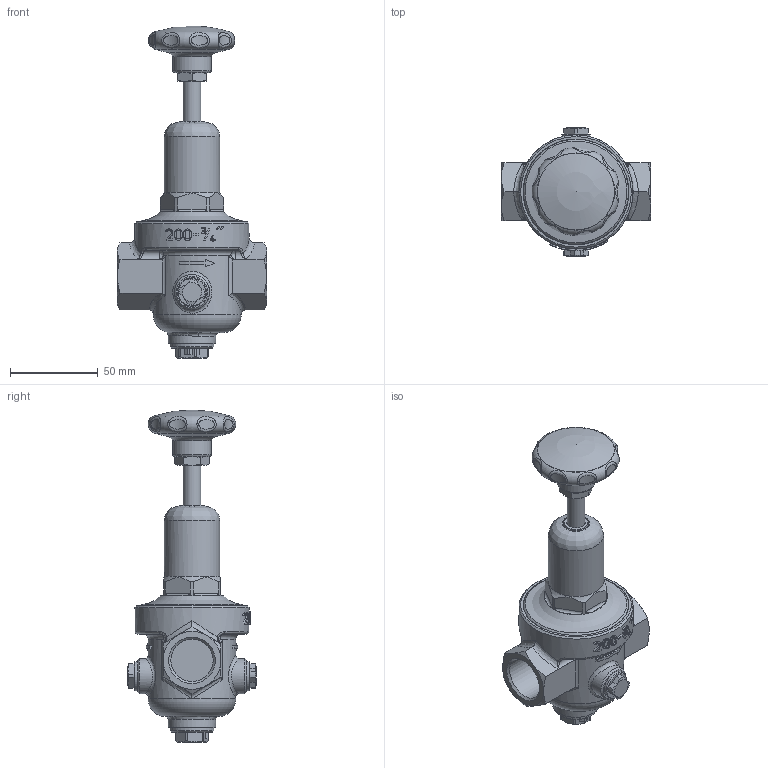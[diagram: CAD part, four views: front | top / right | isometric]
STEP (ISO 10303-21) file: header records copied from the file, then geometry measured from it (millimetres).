
FILE_DESCRIPTION((''),'2;1');
FILE_NAME('002003_002013.stp','2011-12-12T11:26:44',('powierski'),(''),'Autodesk Inventor 2012','Autodesk Inventor 2012','');
FILE_SCHEMA(('AUTOMOTIVE_DESIGN { 1 0 10303 214 1 1 1 1 }'));
Length unit declared in the file: millimetre
Products named in the file (1): 002003_002013_step
Bounding box: 85 x 73 x 189.1 mm (x, y, z)
Volume: 250832.4 mm3; surface area: 41098.5 mm2
Topology: 1 solids, 3 shells, 375 faces, 947 edges, 609 vertices
Faces by surface type: plane 164, cylinder 105, cone 55, bspline 37, torus 13, sphere 1
Full cylindrical faces by diameter (mm): 10 x2, 10.4 x1, 10.7 x1, 12 x1, 12.3 x1, 16.5 x2, 20 x2, 22 x1, 24.12 x2, 25 x1, 27 x1, 31.5 x1, 43.8 x1, 44 x1, 50 x1, 65 x1
Entity records: 14648 total; most frequent: CARTESIAN_POINT 5899, ORIENTED_EDGE 1760, DIRECTION 1641, EDGE_CURVE 880, AXIS2_PLACEMENT_3D 659, VERTEX_POINT 591, EDGE_LOOP 469, STYLED_ITEM 376
